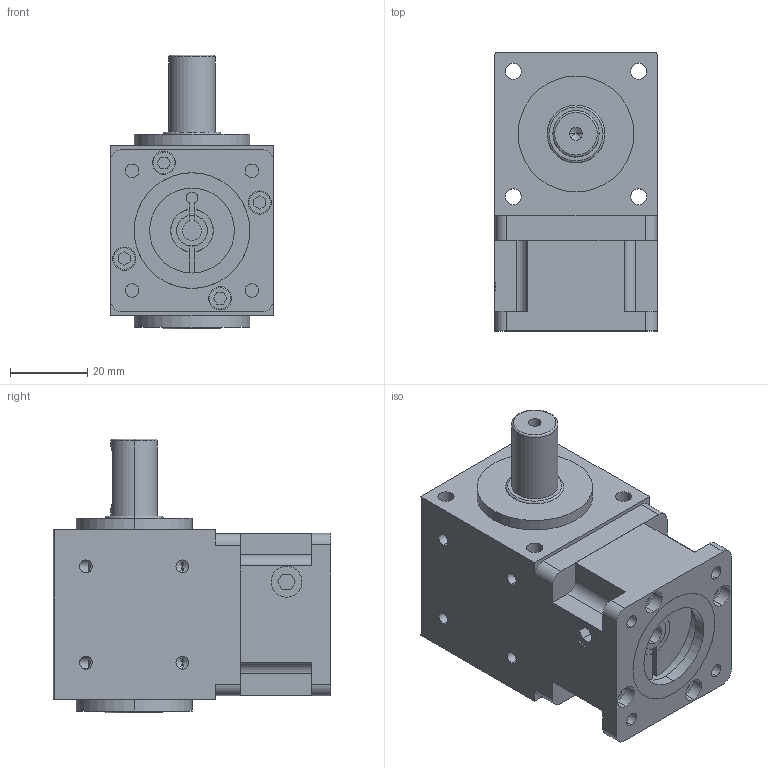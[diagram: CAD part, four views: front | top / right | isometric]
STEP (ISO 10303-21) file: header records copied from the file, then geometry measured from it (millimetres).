
FILE_DESCRIPTION (( 'STEP AP203' ), '1' );
FILE_NAME ('AT42-L1-S1(5-21 22-2 4-M3-31-31£©.STEP', '2023-09-15T05:51:29', ( '' ), ( '' ), 'SwSTEP 2.0', 'SolidWorks 2021', '' );
FILE_SCHEMA (( 'CONFIG_CONTROL_DESIGN' ));
Length unit declared in the file: millimetre
Products named in the file (1): AT42-L1-S1(5-21 22-2 4-M3-31-31）
Bounding box: 42.1 x 72 x 71 mm (x, y, z)
Volume: 120423.4 mm3; surface area: 27930.9 mm2
Topology: 3 solids, 3 shells, 299 faces, 719 edges, 451 vertices
Faces by surface type: cylinder 136, plane 119, cone 38, torus 6
Entity records: 8860 total; most frequent: CARTESIAN_POINT 1747, DIRECTION 1505, ORIENTED_EDGE 1418, EDGE_CURVE 709, AXIS2_PLACEMENT_3D 559, VERTEX_POINT 451, VECTOR 387, LINE 387
